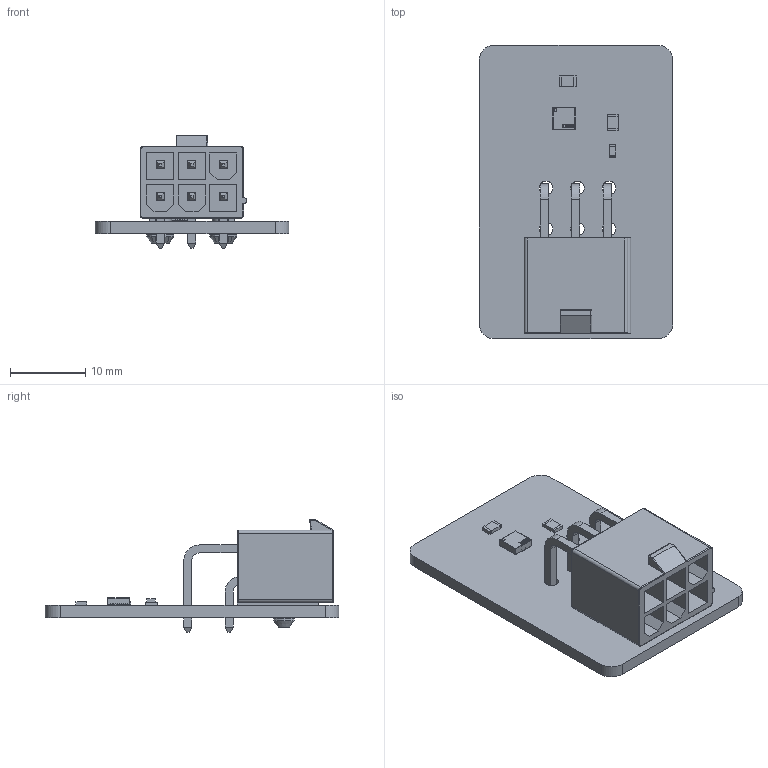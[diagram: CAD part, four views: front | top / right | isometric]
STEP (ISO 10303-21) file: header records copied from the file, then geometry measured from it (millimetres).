
FILE_DESCRIPTION(('Open CASCADE Model'),'2;1');
FILE_NAME('Open CASCADE Shape Model','2022-05-07T12:03:07',('Author'),( 'Open CASCADE'),'Open CASCADE STEP processor 6.8','Open CASCADE 6.8' ,'Unknown');
FILE_SCHEMA(('AUTOMOTIVE_DESIGN { 1 0 10303 214 1 1 1 1 }'));
Length unit declared in the file: millimetre
Products named in the file (31): PCB; Board; Open CASCADE STEP translator 6.8 2.1.1; R0; 6725921648; Extruded; 6725923488; R1; 6725918768; 6725914928; PWR1; 6309490720; 6309490880; U1; IC_Analog_Devices_Inc_ADXL344ACCZ-RL_eec; body; leads; Analog_Devices; circle; J1; Conn_Molex_39-30-0060_eec; 39-30-0060; 1; 2; 39300060_PART1_Matte_Tin; Molex
Assembly tree (32 placements, depth 5):
  PCB
    Board
      Open CASCADE STEP translator 6.8 2.1.1
    R0
      6725921648  x2
        Extruded
      6725923488
        Extruded
    R1
      6725918768  x2
        Extruded
      6725914928
        Extruded
    PWR1
      6309490720
        Extruded
      6309490880
        Extruded
    U1
      IC_Analog_Devices_Inc_ADXL344ACCZ-RL_eec
        body
        leads
        Analog_Devices
        circle
    J1
      Conn_Molex_39-30-0060_eec
        39-30-0060
          1
          2
          39300060_PART1_Matte_Tin
          Molex
Bounding box: 25.79 x 39.12 x 15 mm (x, y, z)
Volume: 2789.9 mm3; surface area: 4498.4 mm2
Topology: 59 solids, 59 shells, 745 faces, 1747 edges, 1124 vertices
Faces by surface type: plane 552, bspline 101, cylinder 70, sphere 10, torus 8, cone 4
Full cylindrical faces by diameter (mm): 0.4 x1, 1.8 x6, 3 x2
Entity records: 22969 total; most frequent: CARTESIAN_POINT 4859, ORIENTED_EDGE 3438, DIRECTION 3065, EDGE_CURVE 1719, LINE 1355, VECTOR 1355, VERTEX_POINT 1108, AXIS2_PLACEMENT_3D 855
